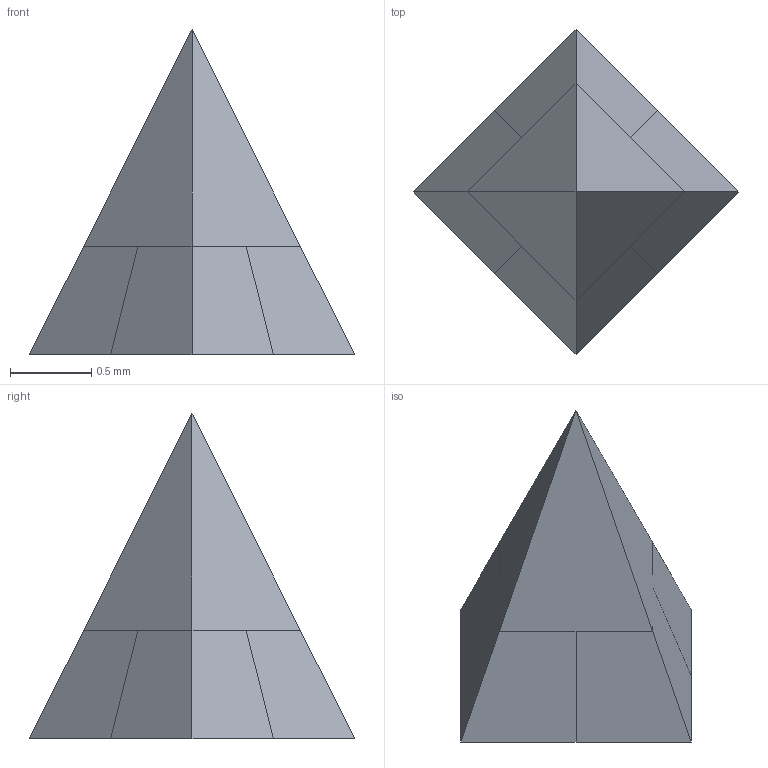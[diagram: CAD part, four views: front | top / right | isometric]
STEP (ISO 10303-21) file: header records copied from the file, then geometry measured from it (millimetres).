
FILE_DESCRIPTION(/* description */ (''),/* implementation_level */ '2;1');
FILE_NAME(/* name */ 'Pyramid',/* time_stamp */ '2024-05-26T22:32:06+02:00',/* author */ (''),/* organization */ (''),/* preprocessor_version */ 'ST-DEVELOPER v19.2',/* originating_system */ 'Rhino 8.2',/* authorisation */ '');
FILE_SCHEMA (('CONFIG_CONTROL_DESIGN'));
Length unit declared in the file: millimetre
Products named in the file (1): Document
Bounding box: 2 x 2 x 2 mm (x, y, z)
Surface area: 8 mm2 (no closed solid volume)
Topology: 0 solids, 16 shells, 16 faces, 64 edges, 64 vertices
Faces by surface type: bspline 16
Entity records: 1852 total; most frequent: CARTESIAN_POINT 1154, B_SPLINE_CURVE_WITH_KNOTS 128, ORIENTED_EDGE 64, PCURVE 64, DEFINITIONAL_REPRESENTATION 64, SURFACE_CURVE 64, EDGE_CURVE 64, VERTEX_POINT 64
